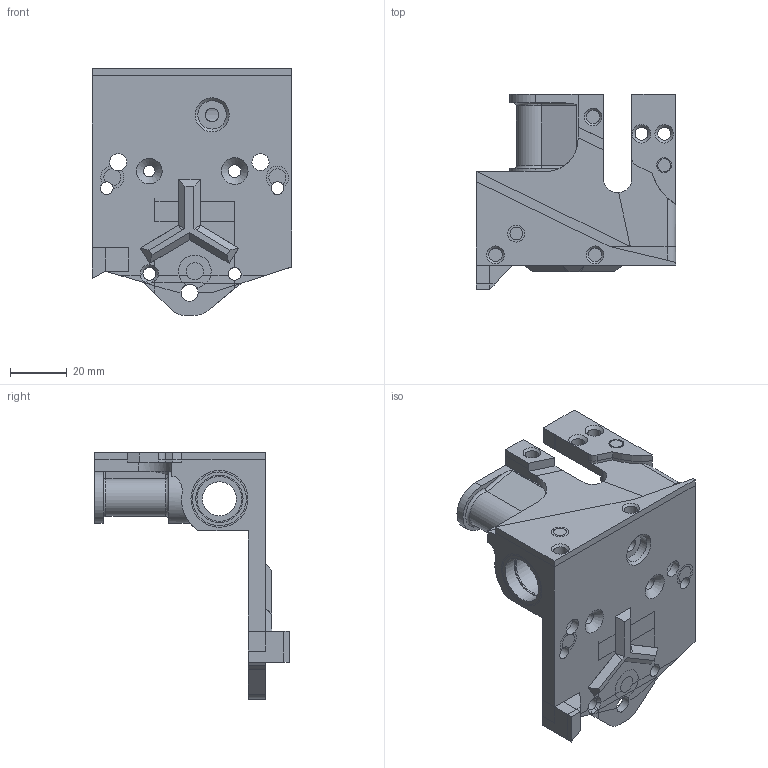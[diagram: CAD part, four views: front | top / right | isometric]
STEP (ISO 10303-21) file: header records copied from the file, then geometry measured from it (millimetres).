
FILE_DESCRIPTION(('FreeCAD Model'),'2;1');
FILE_NAME('x_carriage_v4.step','2017-11-29T10:48:19',('Author'),(''), 'Open CASCADE STEP processor 6.9','FreeCAD','Unknown');
FILE_SCHEMA(('AUTOMOTIVE_DESIGN { 1 0 10303 214 1 1 1 1 }'));
Length unit declared in the file: millimetre
Products named in the file (1): X_end_idler_mini2_v2_step1_01
Bounding box: 70 x 68.5 x 86.61 mm (x, y, z)
Volume: 68537 mm3; surface area: 26236.4 mm2
Topology: 1 solids, 1 shells, 278 faces, 713 edges, 449 vertices
Faces by surface type: plane 183, cylinder 47, cone 33, bspline 12, torus 2, extrusion 1
Full cylindrical faces by diameter (mm): 4 x1, 4.4 x1, 4.5 x6, 4.7 x4, 6 x3, 10 x1, 11 x2, 12 x1, 13.974 x1, 15.8 x1, 16.6 x2
Entity records: 21624 total; most frequent: CARTESIAN_POINT 7458, DIRECTION 2622, VECTOR 1439, LINE 1438, ORIENTED_EDGE 1426, PCURVE 1426, DEFINITIONAL_REPRESENTATION 1426, EDGE_CURVE 713
